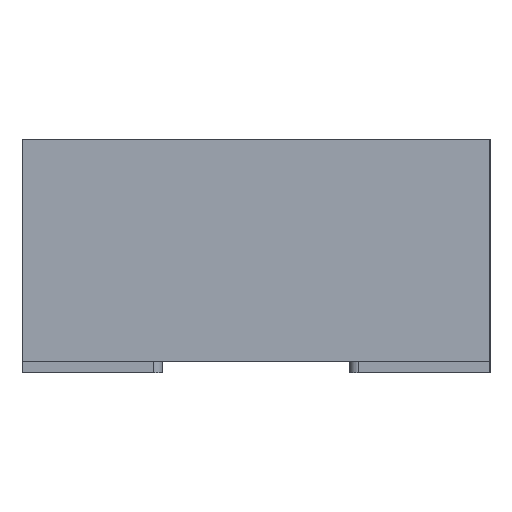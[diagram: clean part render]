
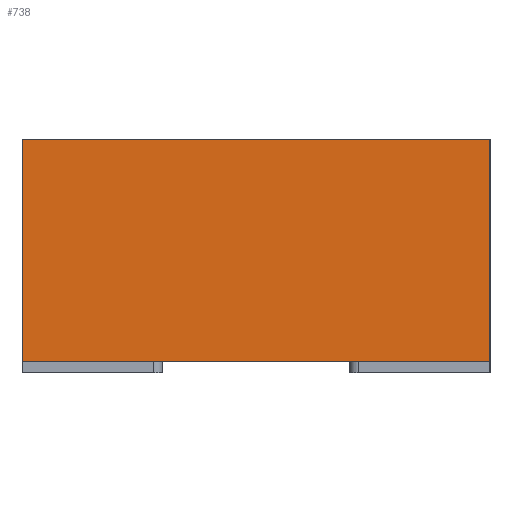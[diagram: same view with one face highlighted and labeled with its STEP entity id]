
A CAD part, left-side view. The second image highlights one B-rep face of the part: STEP entity #738.
In plain terms, the highlighted planar face has unit normal (-1, 0, 0).
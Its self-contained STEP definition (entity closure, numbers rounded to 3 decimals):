
#738 = ADVANCED_FACE( '', ( #1387 ), #1388, .F. );
#1387 = FACE_OUTER_BOUND( '', #2047, .T. );
#1388 = PLANE( '', #2048 );
#2047 = EDGE_LOOP( '', ( #3813, #3814, #3815, #3816 ) );
#2048 = AXIS2_PLACEMENT_3D( '', #3817, #3818, #3819 );
#3813 = ORIENTED_EDGE( '', *, *, #4780, .T. );
#3814 = ORIENTED_EDGE( '', *, *, #4880, .F. );
#3815 = ORIENTED_EDGE( '', *, *, #4943, .F. );
#3816 = ORIENTED_EDGE( '', *, *, #4343, .T. );
#3817 = CARTESIAN_POINT( '', ( -1.9, 0.5, 0.5 ) );
#3818 = DIRECTION( '', ( 1., 0., 0. ) );
#3819 = DIRECTION( '', ( 0., 0., -1. ) );
#4343 = EDGE_CURVE( '', #5111, #5109, #5112, .T. );
#4780 = EDGE_CURVE( '', #5109, #5804, #5806, .T. );
#4880 = EDGE_CURVE( '', #5941, #5804, #5943, .T. );
#4943 = EDGE_CURVE( '', #5111, #5941, #6017, .T. );
#5109 = VERTEX_POINT( '', #6303 );
#5111 = VERTEX_POINT( '', #6306 );
#5112 = LINE( '', #6307, #6308 );
#5804 = VERTEX_POINT( '', #7643 );
#5806 = LINE( '', #7646, #7647 );
#5941 = VERTEX_POINT( '', #7883 );
#5943 = LINE( '', #7886, #7887 );
#6017 = LINE( '', #8032, #8033 );
#6303 = CARTESIAN_POINT( '', ( -1.9, 0.5, 0.025 ) );
#6306 = CARTESIAN_POINT( '', ( -1.9, 0.5, 0.5 ) );
#6307 = CARTESIAN_POINT( '', ( -1.9, 0.5, 0.5 ) );
#6308 = VECTOR( '', #8215, 1000. );
#7643 = CARTESIAN_POINT( '', ( -1.9, -0.5, 0.025 ) );
#7646 = CARTESIAN_POINT( '', ( -1.9, 0.5, 0.025 ) );
#7647 = VECTOR( '', #8565, 1000. );
#7883 = CARTESIAN_POINT( '', ( -1.9, -0.5, 0.5 ) );
#7886 = CARTESIAN_POINT( '', ( -1.9, -0.5, 0.5 ) );
#7887 = VECTOR( '', #8657, 1000. );
#8032 = CARTESIAN_POINT( '', ( -1.9, 0.5, 0.5 ) );
#8033 = VECTOR( '', #8690, 1000. );
#8215 = DIRECTION( '', ( 0., 0., -1. ) );
#8565 = DIRECTION( '', ( 0., -1., 0. ) );
#8657 = DIRECTION( '', ( 0., 0., -1. ) );
#8690 = DIRECTION( '', ( 0., -1., 0. ) );
